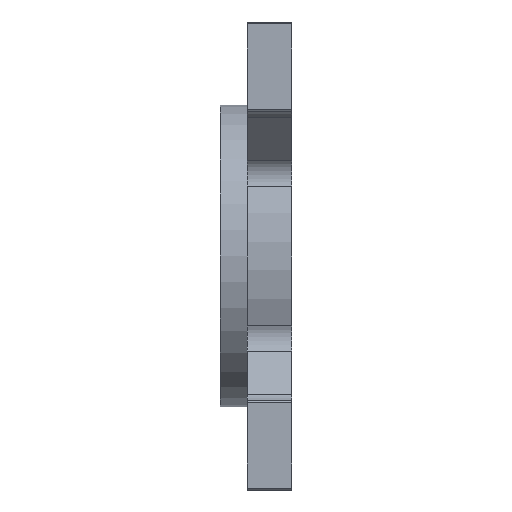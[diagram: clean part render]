
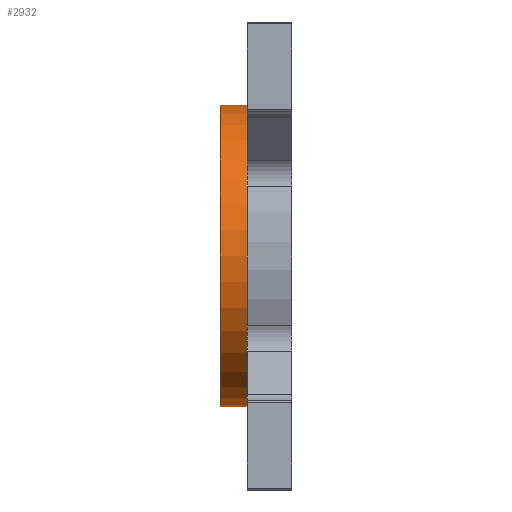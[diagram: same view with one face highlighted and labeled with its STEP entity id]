
A CAD part, left-side view. The second image highlights one B-rep face of the part: STEP entity #2932.
In plain terms, the highlighted cylindrical face has radius 10.732 mm (diameter 21.463 mm), a partial arc.
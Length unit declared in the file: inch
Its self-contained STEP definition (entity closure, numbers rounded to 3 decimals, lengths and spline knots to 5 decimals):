
#346 = DIRECTION ( 'NONE',  ( 0., 0., 1. ) ) ;
#577 = VECTOR ( 'NONE', #3549, 39.37008 ) ;
#601 = VERTEX_POINT ( 'NONE', #4063 ) ;
#602 = AXIS2_PLACEMENT_3D ( 'NONE', #777, #3422, #825 ) ;
#777 = CARTESIAN_POINT ( 'NONE',  ( 0., 0.2, 0. ) ) ;
#825 = DIRECTION ( 'NONE',  ( 0., 0., -1. ) ) ;
#922 = ORIENTED_EDGE ( 'NONE', *, *, #3783, .F. ) ;
#1075 = EDGE_CURVE ( 'NONE', #1887, #601, #2139, .T. ) ;
#1099 = CARTESIAN_POINT ( 'NONE',  ( 0., 0.2, -0.4225 ) ) ;
#1168 = AXIS2_PLACEMENT_3D ( 'NONE', #2565, #3263, #3299 ) ;
#1428 = VERTEX_POINT ( 'NONE', #1479 ) ;
#1479 = CARTESIAN_POINT ( 'NONE',  ( 0., 0.2, 0.4225 ) ) ;
#1490 = CARTESIAN_POINT ( 'NONE',  ( 0., 0.2, 0. ) ) ;
#1774 = EDGE_CURVE ( 'NONE', #3864, #1428, #4854, .T. ) ;
#1850 = EDGE_CURVE ( 'NONE', #3864, #1887, #4149, .T. ) ;
#1852 = CARTESIAN_POINT ( 'NONE',  ( 0., 0.125, -0.4225 ) ) ;
#1887 = VERTEX_POINT ( 'NONE', #1852 ) ;
#2056 = ORIENTED_EDGE ( 'NONE', *, *, #1850, .T. ) ;
#2101 = CYLINDRICAL_SURFACE ( 'NONE', #602, 0.4225 ) ;
#2139 = CIRCLE ( 'NONE', #1168, 0.4225 ) ;
#2448 = CARTESIAN_POINT ( 'NONE',  ( 0., 0.2, -0.4225 ) ) ;
#2456 = FACE_OUTER_BOUND ( 'NONE', #4692, .T. ) ;
#2565 = CARTESIAN_POINT ( 'NONE',  ( 0., 0.125, 0. ) ) ;
#2625 = AXIS2_PLACEMENT_3D ( 'NONE', #1490, #4401, #346 ) ;
#2824 = LINE ( 'NONE', #4283, #577 ) ;
#2932 = ADVANCED_FACE ( 'NONE', ( #2456 ), #2101, .T. ) ;
#3129 = ORIENTED_EDGE ( 'NONE', *, *, #1774, .F. ) ;
#3263 = DIRECTION ( 'NONE',  ( 0., 1., 0. ) ) ;
#3299 = DIRECTION ( 'NONE',  ( 0., 0., 1. ) ) ;
#3422 = DIRECTION ( 'NONE',  ( 0., -1., 0. ) ) ;
#3549 = DIRECTION ( 'NONE',  ( 0., -1., 0. ) ) ;
#3783 = EDGE_CURVE ( 'NONE', #1428, #601, #2824, .T. ) ;
#3864 = VERTEX_POINT ( 'NONE', #2448 ) ;
#3905 = VECTOR ( 'NONE', #4817, 39.37008 ) ;
#4063 = CARTESIAN_POINT ( 'NONE',  ( 0., 0.125, 0.4225 ) ) ;
#4149 = LINE ( 'NONE', #1099, #3905 ) ;
#4283 = CARTESIAN_POINT ( 'NONE',  ( 0., 0.2, 0.4225 ) ) ;
#4343 = ORIENTED_EDGE ( 'NONE', *, *, #1075, .T. ) ;
#4401 = DIRECTION ( 'NONE',  ( 0., 1., 0. ) ) ;
#4692 = EDGE_LOOP ( 'NONE', ( #922, #3129, #2056, #4343 ) ) ;
#4817 = DIRECTION ( 'NONE',  ( 0., -1., 0. ) ) ;
#4854 = CIRCLE ( 'NONE', #2625, 0.4225 ) ;
